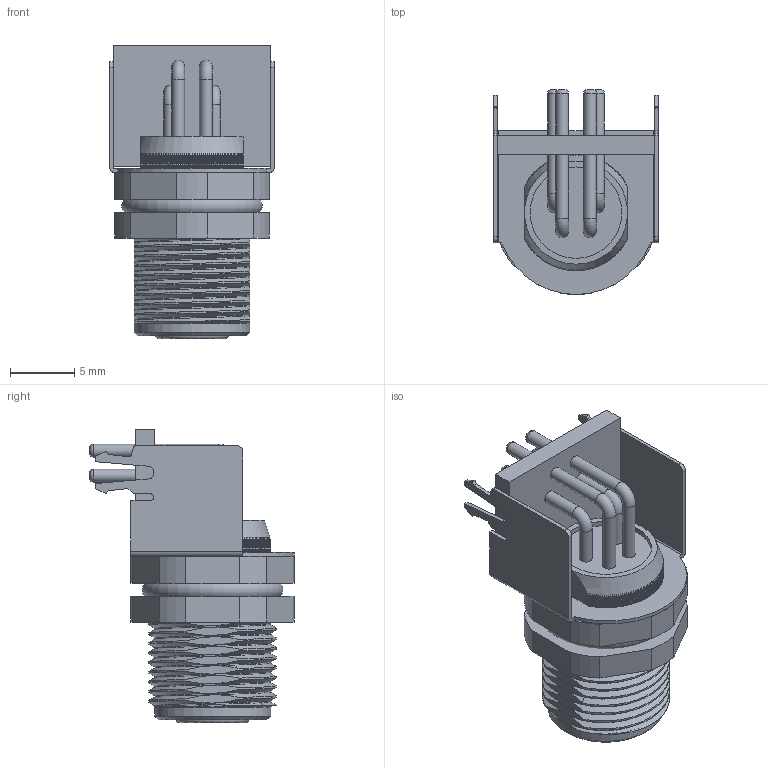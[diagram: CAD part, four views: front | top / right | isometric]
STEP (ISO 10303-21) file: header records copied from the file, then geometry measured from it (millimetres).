
FILE_DESCRIPTION(/* description */ ('STEP AP214'),/* implementation_level */ '2;1');
FILE_NAME(/* name */ 'SS-12800-009',/* time_stamp */ '2025-12-02T11:31:05+01:00',/* author */ ('License CC BY-ND 4.0'),/* organization */ ('CADENAS'),/* preprocessor_version */ 'ST-DEVELOPER v20',/* originating_system */ 'PARTsolutions',/* authorisation */ ' ');
FILE_SCHEMA (('AUTOMOTIVE_DESIGN {1 0 10303 214 3 1 1}'));
Length unit declared in the file: millimetre
Products named in the file (5): SS-12800-009; SS-12800-009_PART1; SS-12800-009_PART2; SS-12800-009_PART3; SS-12800-009_PART4
Assembly tree (4 placements, depth 2):
  SS-12800-009
    SS-12800-009_PART1
    SS-12800-009_PART2
    SS-12800-009_PART3
    SS-12800-009_PART4
Bounding box: 12.8 x 15.9 x 22.75 mm (x, y, z)
Volume: 1455.4 mm3; surface area: 2522.2 mm2
Topology: 4 solids, 4 shells, 655 faces, 1931 edges, 1285 vertices
Faces by surface type: plane 363, cylinder 186, bspline 90, cone 9, torus 7
Full cylindrical faces by diameter (mm): 1 x14, 1.1 x2, 5.6 x1, 7.1 x1, 9 x9, 9.5 x1
Entity records: 29543 total; most frequent: CARTESIAN_POINT 13868, ORIENTED_EDGE 3678, DIRECTION 2722, EDGE_CURVE 1839, VERTEX_POINT 1249, AXIS2_PLACEMENT_3D 931, LINE 860, VECTOR 860
